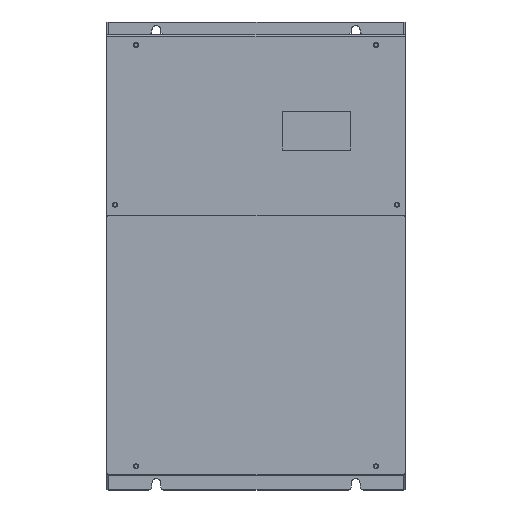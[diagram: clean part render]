
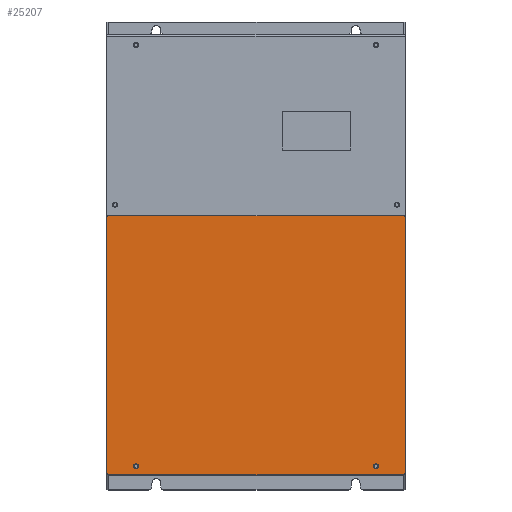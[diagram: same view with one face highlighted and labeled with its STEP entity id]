
A CAD part, top view. The second image highlights one B-rep face of the part: STEP entity #25207.
In plain terms, the highlighted planar face has unit normal (0, 0, 1).
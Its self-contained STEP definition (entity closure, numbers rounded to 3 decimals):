
#24964=CARTESIAN_POINT('',(-120.5,23.5,240.));
#24965=DIRECTION('',(0.,0.,1.));
#24966=DIRECTION('',(-1.,0.,0.));
#24967=AXIS2_PLACEMENT_3D('',#24964,#24965,#24966);
#24969=CARTESIAN_POINT('',(-120.5,23.5,240.));
#24970=DIRECTION('',(0.,0.,1.));
#24971=DIRECTION('',(1.,0.,0.));
#24972=AXIS2_PLACEMENT_3D('',#24969,#24970,#24971);
#24974=CARTESIAN_POINT('',(120.5,23.5,240.));
#24975=DIRECTION('',(0.,0.,1.));
#24976=DIRECTION('',(-1.,0.,0.));
#24977=AXIS2_PLACEMENT_3D('',#24974,#24975,#24976);
#24979=CARTESIAN_POINT('',(120.5,23.5,240.));
#24980=DIRECTION('',(0.,0.,1.));
#24981=DIRECTION('',(1.,0.,0.));
#24982=AXIS2_PLACEMENT_3D('',#24979,#24980,#24981);
#24984=CARTESIAN_POINT('',(-148.,17.,240.));
#24985=DIRECTION('',(0.,0.,1.));
#24986=DIRECTION('',(-1.,0.,0.));
#24987=AXIS2_PLACEMENT_3D('',#24984,#24985,#24986);
#24989=CARTESIAN_POINT('',(-148.,273.,240.));
#24990=DIRECTION('',(0.,0.,1.));
#24991=DIRECTION('',(0.,1.,0.));
#24992=AXIS2_PLACEMENT_3D('',#24989,#24990,#24991);
#24994=CARTESIAN_POINT('',(148.,273.,240.));
#24995=DIRECTION('',(0.,0.,1.));
#24996=DIRECTION('',(1.,0.,0.));
#24997=AXIS2_PLACEMENT_3D('',#24994,#24995,#24996);
#24999=DIRECTION('',(0.,-1.,0.));
#25000=VECTOR('',#24999,256.);
#25001=CARTESIAN_POINT('',(150.,273.,240.));
#25002=LINE('',#25001,#25000);
#25003=CARTESIAN_POINT('',(148.,17.,240.));
#25004=DIRECTION('',(0.,0.,1.));
#25005=DIRECTION('',(0.,-1.,0.));
#25006=AXIS2_PLACEMENT_3D('',#25003,#25004,#25005);
#25068=DIRECTION('',(1.,0.,0.));
#25069=VECTOR('',#25068,296.);
#25070=CARTESIAN_POINT('',(-148.,15.,240.));
#25071=LINE('',#25070,#25069);
#25096=DIRECTION('',(1.,0.,0.));
#25097=VECTOR('',#25096,296.);
#25098=CARTESIAN_POINT('',(-148.,275.,240.));
#25099=LINE('',#25098,#25097);
#25120=DIRECTION('',(0.,-1.,0.));
#25121=VECTOR('',#25120,256.);
#25122=CARTESIAN_POINT('',(-150.,273.,240.));
#25123=LINE('',#25122,#25121);
#25124=CARTESIAN_POINT('',(-148.,15.,240.));
#25125=CARTESIAN_POINT('',(148.,15.,240.));
#25126=VERTEX_POINT('',#25124);
#25127=VERTEX_POINT('',#25125);
#25132=CARTESIAN_POINT('',(150.,273.,240.));
#25133=CARTESIAN_POINT('',(148.,275.,240.));
#25134=VERTEX_POINT('',#25132);
#25135=VERTEX_POINT('',#25133);
#25140=CARTESIAN_POINT('',(150.,17.,240.));
#25141=VERTEX_POINT('',#25140);
#25144=CARTESIAN_POINT('',(-150.,17.,240.));
#25145=VERTEX_POINT('',#25144);
#25148=CARTESIAN_POINT('',(-148.,275.,240.));
#25149=CARTESIAN_POINT('',(-150.,273.,240.));
#25150=VERTEX_POINT('',#25148);
#25151=VERTEX_POINT('',#25149);
#25156=CARTESIAN_POINT('',(-123.,23.5,240.));
#25157=CARTESIAN_POINT('',(-118.,23.5,240.));
#25158=VERTEX_POINT('',#25156);
#25159=VERTEX_POINT('',#25157);
#25160=CARTESIAN_POINT('',(118.,23.5,240.));
#25161=CARTESIAN_POINT('',(123.,23.5,240.));
#25162=VERTEX_POINT('',#25160);
#25163=VERTEX_POINT('',#25161);
#25172=CARTESIAN_POINT('',(150.,15.,240.));
#25173=DIRECTION('',(0.,0.,1.));
#25174=DIRECTION('',(-1.,0.,0.));
#25175=AXIS2_PLACEMENT_3D('',#25172,#25173,#25174);
#25176=PLANE('',#25175);
#25178=ORIENTED_EDGE('',*,*,#25177,.F.);
#25180=ORIENTED_EDGE('',*,*,#25179,.F.);
#25182=ORIENTED_EDGE('',*,*,#25181,.F.);
#25184=ORIENTED_EDGE('',*,*,#25183,.F.);
#25186=ORIENTED_EDGE('',*,*,#25185,.T.);
#25188=ORIENTED_EDGE('',*,*,#25187,.F.);
#25190=ORIENTED_EDGE('',*,*,#25189,.T.);
#25192=ORIENTED_EDGE('',*,*,#25191,.F.);
#25193=EDGE_LOOP('',(#25178,#25180,#25182,#25184,#25186,#25188,#25190,#25192));
#25194=FACE_OUTER_BOUND('',#25193,.F.);
#25196=ORIENTED_EDGE('',*,*,#25195,.T.);
#25198=ORIENTED_EDGE('',*,*,#25197,.T.);
#25199=EDGE_LOOP('',(#25196,#25198));
#25200=FACE_BOUND('',#25199,.F.);
#25202=ORIENTED_EDGE('',*,*,#25201,.T.);
#25204=ORIENTED_EDGE('',*,*,#25203,.T.);
#25205=EDGE_LOOP('',(#25202,#25204));
#25206=FACE_BOUND('',#25205,.F.);
#24968=CIRCLE('',#24967,2.5);
#24973=CIRCLE('',#24972,2.5);
#24978=CIRCLE('',#24977,2.5);
#24983=CIRCLE('',#24982,2.5);
#24988=CIRCLE('',#24987,2.);
#24993=CIRCLE('',#24992,2.);
#24998=CIRCLE('',#24997,2.);
#25007=CIRCLE('',#25006,2.);
#25177=EDGE_CURVE('',#25126,#25127,#25071,.T.);
#25179=EDGE_CURVE('',#25145,#25126,#24988,.T.);
#25181=EDGE_CURVE('',#25151,#25145,#25123,.T.);
#25183=EDGE_CURVE('',#25150,#25151,#24993,.T.);
#25185=EDGE_CURVE('',#25150,#25135,#25099,.T.);
#25187=EDGE_CURVE('',#25134,#25135,#24998,.T.);
#25189=EDGE_CURVE('',#25134,#25141,#25002,.T.);
#25191=EDGE_CURVE('',#25127,#25141,#25007,.T.);
#25195=EDGE_CURVE('',#25162,#25163,#24978,.T.);
#25197=EDGE_CURVE('',#25163,#25162,#24983,.T.);
#25201=EDGE_CURVE('',#25158,#25159,#24968,.T.);
#25203=EDGE_CURVE('',#25159,#25158,#24973,.T.);
#25207=ADVANCED_FACE('',(#25194,#25200,#25206),#25176,.T.);
